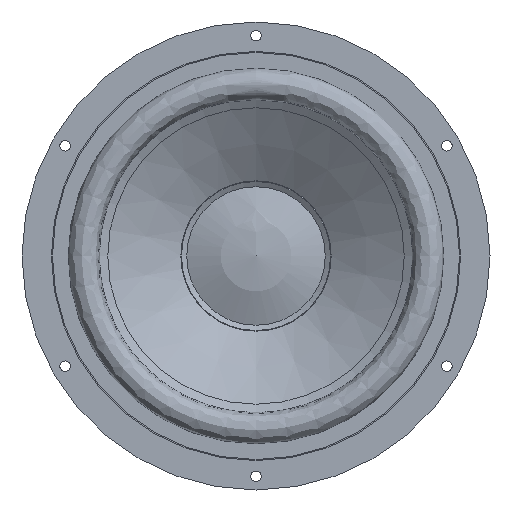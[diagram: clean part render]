
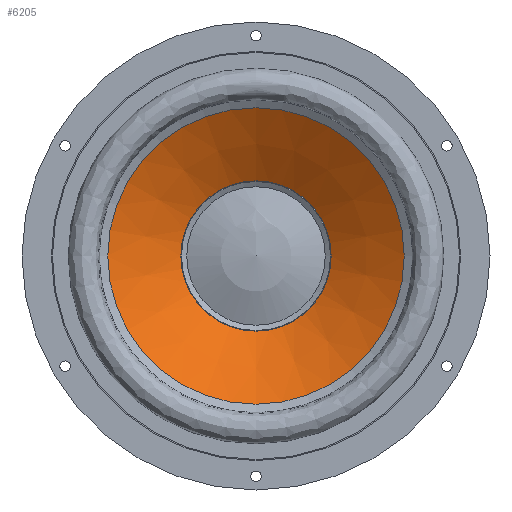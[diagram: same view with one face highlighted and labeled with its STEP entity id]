
A CAD part, front view. The second image highlights one B-rep face of the part: STEP entity #6205.
In plain terms, the highlighted conical face has half-angle 57.265 degrees and reference radius 35.794 mm.
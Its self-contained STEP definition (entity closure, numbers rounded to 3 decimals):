
#6039 = CONICAL_SURFACE('',#6040,70.914,0.571);
#6040 = AXIS2_PLACEMENT_3D('',#6041,#6042,#6043);
#6041 = CARTESIAN_POINT('',(0.,3.221,0.)
  );
#6042 = DIRECTION('',(0.,1.,0.));
#6043 = DIRECTION('',(0.,0.,1.));
#6098 = EDGE_CURVE('',#6099,#6099,#6101,.T.);
#6099 = VERTEX_POINT('',#6100);
#6100 = CARTESIAN_POINT('',(0.,3.221,
    70.914));
#6101 = SURFACE_CURVE('',#6102,(#6107,#6114),.PCURVE_S1.);
#6102 = CIRCLE('',#6103,70.914);
#6103 = AXIS2_PLACEMENT_3D('',#6104,#6105,#6106);
#6104 = CARTESIAN_POINT('',(0.,3.221,0.)
  );
#6105 = DIRECTION('',(0.,1.,0.));
#6106 = DIRECTION('',(0.,0.,1.));
#6107 = PCURVE('',#6039,#6108);
#6108 = DEFINITIONAL_REPRESENTATION('',(#6109),#6113);
#6109 = LINE('',#6110,#6111);
#6110 = CARTESIAN_POINT('',(0.,0.));
#6111 = VECTOR('',#6112,1.);
#6112 = DIRECTION('',(1.,0.));
#6113 = ( GEOMETRIC_REPRESENTATION_CONTEXT(2) 
PARAMETRIC_REPRESENTATION_CONTEXT() REPRESENTATION_CONTEXT('2D SPACE',''
  ) );
#6114 = PCURVE('',#6115,#6120);
#6115 = CONICAL_SURFACE('',#6116,35.794,0.999);
#6116 = AXIS2_PLACEMENT_3D('',#6117,#6118,#6119);
#6117 = CARTESIAN_POINT('',(0.,25.798,0.)
  );
#6118 = DIRECTION('',(0.,-1.,0.));
#6119 = DIRECTION('',(0.,0.,1.));
#6120 = DEFINITIONAL_REPRESENTATION('',(#6121),#6125);
#6121 = LINE('',#6122,#6123);
#6122 = CARTESIAN_POINT('',(0.,22.577));
#6123 = VECTOR('',#6124,1.);
#6124 = DIRECTION('',(-1.,0.));
#6125 = ( GEOMETRIC_REPRESENTATION_CONTEXT(2) 
PARAMETRIC_REPRESENTATION_CONTEXT() REPRESENTATION_CONTEXT('2D SPACE',''
  ) );
#6205 = ADVANCED_FACE('',(#6206),#6115,.F.);
#6206 = FACE_BOUND('',#6207,.T.);
#6207 = EDGE_LOOP('',(#6208,#6237,#6258,#6259));
#6208 = ORIENTED_EDGE('',*,*,#6209,.T.);
#6209 = EDGE_CURVE('',#6210,#6210,#6212,.T.);
#6210 = VERTEX_POINT('',#6211);
#6211 = CARTESIAN_POINT('',(0.,25.798,
    35.794));
#6212 = SURFACE_CURVE('',#6213,(#6218,#6225),.PCURVE_S1.);
#6213 = CIRCLE('',#6214,35.794);
#6214 = AXIS2_PLACEMENT_3D('',#6215,#6216,#6217);
#6215 = CARTESIAN_POINT('',(0.,25.798,0.)
  );
#6216 = DIRECTION('',(0.,1.,0.));
#6217 = DIRECTION('',(0.,0.,1.));
#6218 = PCURVE('',#6115,#6219);
#6219 = DEFINITIONAL_REPRESENTATION('',(#6220),#6224);
#6220 = LINE('',#6221,#6222);
#6221 = CARTESIAN_POINT('',(0.,0.));
#6222 = VECTOR('',#6223,1.);
#6223 = DIRECTION('',(-1.,0.));
#6224 = ( GEOMETRIC_REPRESENTATION_CONTEXT(2) 
PARAMETRIC_REPRESENTATION_CONTEXT() REPRESENTATION_CONTEXT('2D SPACE',''
  ) );
#6225 = PCURVE('',#6226,#6231);
#6226 = CONICAL_SURFACE('',#6227,35.794,0.571);
#6227 = AXIS2_PLACEMENT_3D('',#6228,#6229,#6230);
#6228 = CARTESIAN_POINT('',(0.,25.798,0.)
  );
#6229 = DIRECTION('',(0.,1.,0.));
#6230 = DIRECTION('',(0.,0.,1.));
#6231 = DEFINITIONAL_REPRESENTATION('',(#6232),#6236);
#6232 = LINE('',#6233,#6234);
#6233 = CARTESIAN_POINT('',(0.,0.));
#6234 = VECTOR('',#6235,1.);
#6235 = DIRECTION('',(1.,0.));
#6236 = ( GEOMETRIC_REPRESENTATION_CONTEXT(2) 
PARAMETRIC_REPRESENTATION_CONTEXT() REPRESENTATION_CONTEXT('2D SPACE',''
  ) );
#6237 = ORIENTED_EDGE('',*,*,#6238,.T.);
#6238 = EDGE_CURVE('',#6210,#6099,#6239,.T.);
#6239 = SEAM_CURVE('',#6240,(#6244,#6251),.PCURVE_S1.);
#6240 = LINE('',#6241,#6242);
#6241 = CARTESIAN_POINT('',(0.,25.798,
    35.794));
#6242 = VECTOR('',#6243,1.);
#6243 = DIRECTION('',(0.,-0.541,
    0.841));
#6244 = PCURVE('',#6115,#6245);
#6245 = DEFINITIONAL_REPRESENTATION('',(#6246),#6250);
#6246 = LINE('',#6247,#6248);
#6247 = CARTESIAN_POINT('',(0.,0.));
#6248 = VECTOR('',#6249,1.);
#6249 = DIRECTION('',(0.,1.));
#6250 = ( GEOMETRIC_REPRESENTATION_CONTEXT(2) 
PARAMETRIC_REPRESENTATION_CONTEXT() REPRESENTATION_CONTEXT('2D SPACE',''
  ) );
#6251 = PCURVE('',#6115,#6252);
#6252 = DEFINITIONAL_REPRESENTATION('',(#6253),#6257);
#6253 = LINE('',#6254,#6255);
#6254 = CARTESIAN_POINT('',(-6.283,0.));
#6255 = VECTOR('',#6256,1.);
#6256 = DIRECTION('',(0.,1.));
#6257 = ( GEOMETRIC_REPRESENTATION_CONTEXT(2) 
PARAMETRIC_REPRESENTATION_CONTEXT() REPRESENTATION_CONTEXT('2D SPACE',''
  ) );
#6258 = ORIENTED_EDGE('',*,*,#6098,.F.);
#6259 = ORIENTED_EDGE('',*,*,#6238,.F.);
